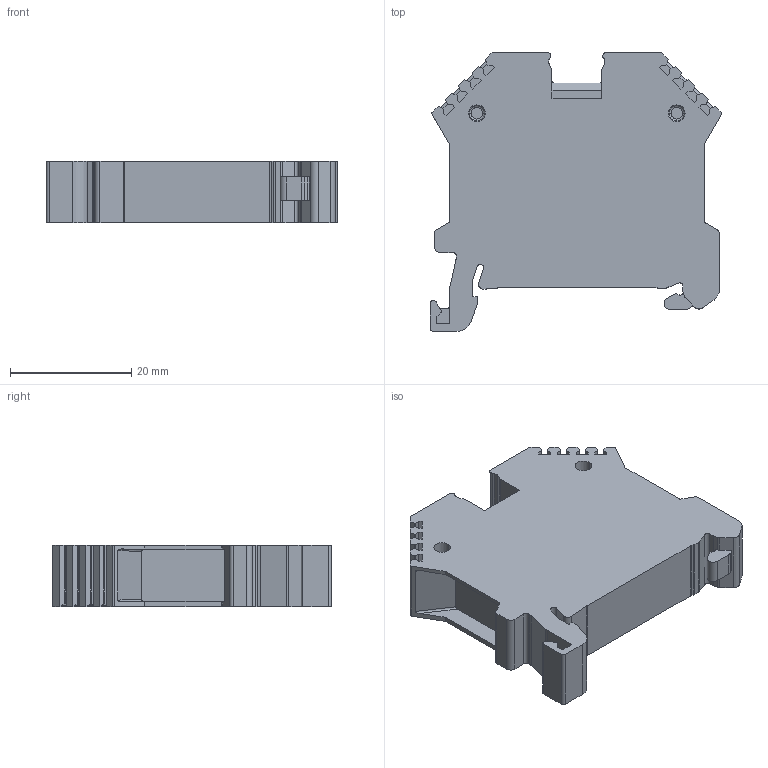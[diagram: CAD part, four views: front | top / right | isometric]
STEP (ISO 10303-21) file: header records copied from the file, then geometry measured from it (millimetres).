
FILE_DESCRIPTION((''),'2;1');
FILE_NAME('17115_2_SSL10_2A_iso','2010-05-18T',('Stollb'),(''),'PRO/ENGINEER BY PARAMETRIC TECHNOLOGY CORPORATION, 2007390','PRO/ENGINEER BY PARAMETRIC TECHNOLOGY CORPORATION, 2007390','');
FILE_SCHEMA(('CONFIG_CONTROL_DESIGN'));
Length unit declared in the file: millimetre
Products named in the file (1): SSL100_ISO_STEP
Bounding box: 48.12 x 46 x 10.1 mm (x, y, z)
Volume: 15183.6 mm3; surface area: 6331.4 mm2
Topology: 1 solids, 1 shells, 266 faces, 768 edges, 508 vertices
Faces by surface type: plane 184, cylinder 74, cone 4, torus 4
Entity records: 8802 total; most frequent: CARTESIAN_POINT 1680, ORIENTED_EDGE 1536, DIRECTION 1412, EDGE_CURVE 768, VECTOR 612, LINE 612, VERTEX_POINT 508, AXIS2_PLACEMENT_3D 400
